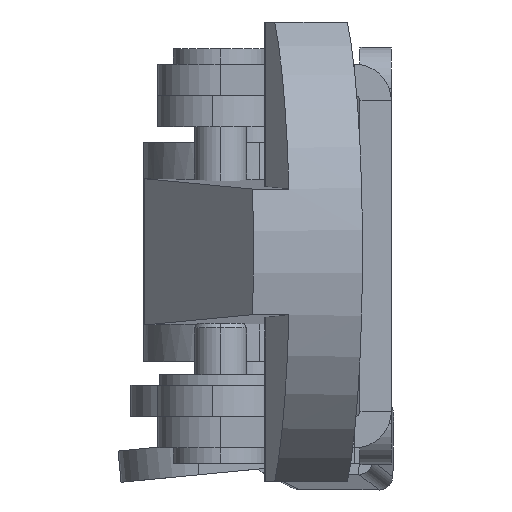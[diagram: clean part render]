
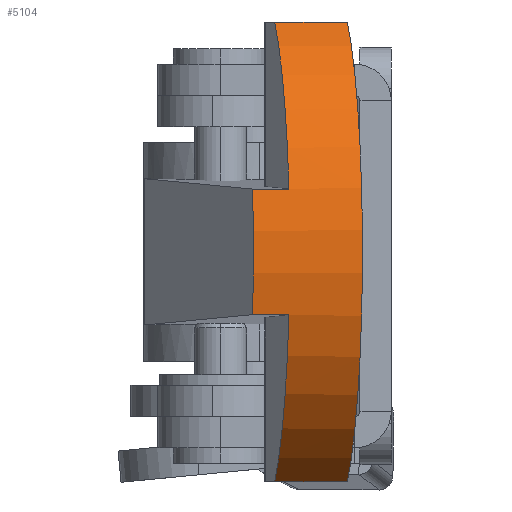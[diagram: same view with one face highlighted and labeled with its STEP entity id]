
A CAD part, left-side view. The second image highlights one B-rep face of the part: STEP entity #5104.
In plain terms, the highlighted cylindrical face has radius 25 mm (diameter 50 mm), a partial arc.
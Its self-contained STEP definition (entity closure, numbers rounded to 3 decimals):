
#174 = LINE ( 'NONE', #5006, #1250 ) ;
#228 = CARTESIAN_POINT ( 'NONE',  ( -22., 3.5, -81.874 ) ) ;
#307 = VERTEX_POINT ( 'NONE', #1034 ) ;
#411 = CARTESIAN_POINT ( 'NONE',  ( 6.008, 3.5, -94.267 ) ) ;
#529 = VERTEX_POINT ( 'NONE', #1060 ) ;
#588 = CARTESIAN_POINT ( 'NONE',  ( 0., 10.5, -70. ) ) ;
#628 = VERTEX_POINT ( 'NONE', #228 ) ;
#958 = VERTEX_POINT ( 'NONE', #2339 ) ;
#963 = ORIENTED_EDGE ( 'NONE', *, *, #2441, .T. ) ;
#1015 = CARTESIAN_POINT ( 'NONE',  ( 6.008, -14.5, -94.267 ) ) ;
#1034 = CARTESIAN_POINT ( 'NONE',  ( -22., 10.5, -81.874 ) ) ;
#1060 = CARTESIAN_POINT ( 'NONE',  ( 22., 10.5, -81.874 ) ) ;
#1081 = VECTOR ( 'NONE', #5674, 1000. ) ;
#1124 = DIRECTION ( 'NONE',  ( 0., 0., 1. ) ) ;
#1185 = EDGE_CURVE ( 'NONE', #628, #307, #1911, .T. ) ;
#1250 = VECTOR ( 'NONE', #3361, 1000. ) ;
#1324 = EDGE_CURVE ( 'NONE', #958, #2857, #174, .T. ) ;
#1333 = VECTOR ( 'NONE', #2234, 1000. ) ;
#1411 = CARTESIAN_POINT ( 'NONE',  ( -6.008, 3.5, -94.267 ) ) ;
#1519 = CIRCLE ( 'NONE', #4147, 25. ) ;
#1696 = ORIENTED_EDGE ( 'NONE', *, *, #2714, .F. ) ;
#1788 = CYLINDRICAL_SURFACE ( 'NONE', #2158, 25. ) ;
#1798 = CIRCLE ( 'NONE', #1832, 25. ) ;
#1813 = VECTOR ( 'NONE', #1840, 1000. ) ;
#1832 = AXIS2_PLACEMENT_3D ( 'NONE', #588, #4136, #1124 ) ;
#1840 = DIRECTION ( 'NONE',  ( 0., 1., 0. ) ) ;
#1911 = LINE ( 'NONE', #6151, #1081 ) ;
#1944 = VERTEX_POINT ( 'NONE', #3968 ) ;
#1949 = VERTEX_POINT ( 'NONE', #4002 ) ;
#2110 = FACE_OUTER_BOUND ( 'NONE', #2641, .T. ) ;
#2134 = VERTEX_POINT ( 'NONE', #411 ) ;
#2158 = AXIS2_PLACEMENT_3D ( 'NONE', #4108, #2623, #4607 ) ;
#2211 = DIRECTION ( 'NONE',  ( 0., 1., 0. ) ) ;
#2234 = DIRECTION ( 'NONE',  ( 0., 1., 0. ) ) ;
#2335 = ORIENTED_EDGE ( 'NONE', *, *, #5111, .F. ) ;
#2339 = CARTESIAN_POINT ( 'NONE',  ( -6.008, 0., -94.267 ) ) ;
#2441 = EDGE_CURVE ( 'NONE', #1944, #2134, #6226, .T. ) ;
#2518 = AXIS2_PLACEMENT_3D ( 'NONE', #5033, #4689, #6017 ) ;
#2623 = DIRECTION ( 'NONE',  ( 0., 1., 0. ) ) ;
#2640 = AXIS2_PLACEMENT_3D ( 'NONE', #4378, #3500, #5211 ) ;
#2641 = EDGE_LOOP ( 'NONE', ( #2335, #5760, #963, #1696, #5752, #6064, #4556, #4173 ) ) ;
#2714 = EDGE_CURVE ( 'NONE', #1949, #2134, #4390, .T. ) ;
#2857 = VERTEX_POINT ( 'NONE', #1411 ) ;
#3306 = CARTESIAN_POINT ( 'NONE',  ( 22., 3.5, -81.874 ) ) ;
#3361 = DIRECTION ( 'NONE',  ( 0., 1., 0. ) ) ;
#3364 = LINE ( 'NONE', #3306, #1813 ) ;
#3500 = DIRECTION ( 'NONE',  ( 0., 1., 0. ) ) ;
#3968 = CARTESIAN_POINT ( 'NONE',  ( 22., 3.5, -81.874 ) ) ;
#4002 = CARTESIAN_POINT ( 'NONE',  ( 6.008, 0., -94.267 ) ) ;
#4108 = CARTESIAN_POINT ( 'NONE',  ( 0., 3.5, -70. ) ) ;
#4136 = DIRECTION ( 'NONE',  ( 0., 1., 0. ) ) ;
#4147 = AXIS2_PLACEMENT_3D ( 'NONE', #5139, #2211, #5641 ) ;
#4173 = ORIENTED_EDGE ( 'NONE', *, *, #1185, .T. ) ;
#4244 = EDGE_CURVE ( 'NONE', #1944, #529, #3364, .T. ) ;
#4378 = CARTESIAN_POINT ( 'NONE',  ( 0., 3.5, -70. ) ) ;
#4390 = LINE ( 'NONE', #1015, #1333 ) ;
#4465 = EDGE_CURVE ( 'NONE', #2857, #628, #5058, .T. ) ;
#4556 = ORIENTED_EDGE ( 'NONE', *, *, #4465, .T. ) ;
#4607 = DIRECTION ( 'NONE',  ( 0., 0., 1. ) ) ;
#4689 = DIRECTION ( 'NONE',  ( 0., 1., 0. ) ) ;
#5006 = CARTESIAN_POINT ( 'NONE',  ( -6.008, -14.5, -94.267 ) ) ;
#5033 = CARTESIAN_POINT ( 'NONE',  ( 0., 3.5, -70. ) ) ;
#5058 = CIRCLE ( 'NONE', #2518, 25. ) ;
#5104 = ADVANCED_FACE ( 'NONE', ( #2110 ), #1788, .T. ) ;
#5111 = EDGE_CURVE ( 'NONE', #529, #307, #1798, .T. ) ;
#5139 = CARTESIAN_POINT ( 'NONE',  ( 0., 0., -70. ) ) ;
#5163 = EDGE_CURVE ( 'NONE', #1949, #958, #1519, .T. ) ;
#5211 = DIRECTION ( 'NONE',  ( 0., 0., 1. ) ) ;
#5641 = DIRECTION ( 'NONE',  ( 0., 0., -1. ) ) ;
#5674 = DIRECTION ( 'NONE',  ( 0., 1., 0. ) ) ;
#5752 = ORIENTED_EDGE ( 'NONE', *, *, #5163, .T. ) ;
#5760 = ORIENTED_EDGE ( 'NONE', *, *, #4244, .F. ) ;
#6017 = DIRECTION ( 'NONE',  ( 0., 0., 1. ) ) ;
#6064 = ORIENTED_EDGE ( 'NONE', *, *, #1324, .T. ) ;
#6151 = CARTESIAN_POINT ( 'NONE',  ( -22., 3.5, -81.874 ) ) ;
#6226 = CIRCLE ( 'NONE', #2640, 25. ) ;
